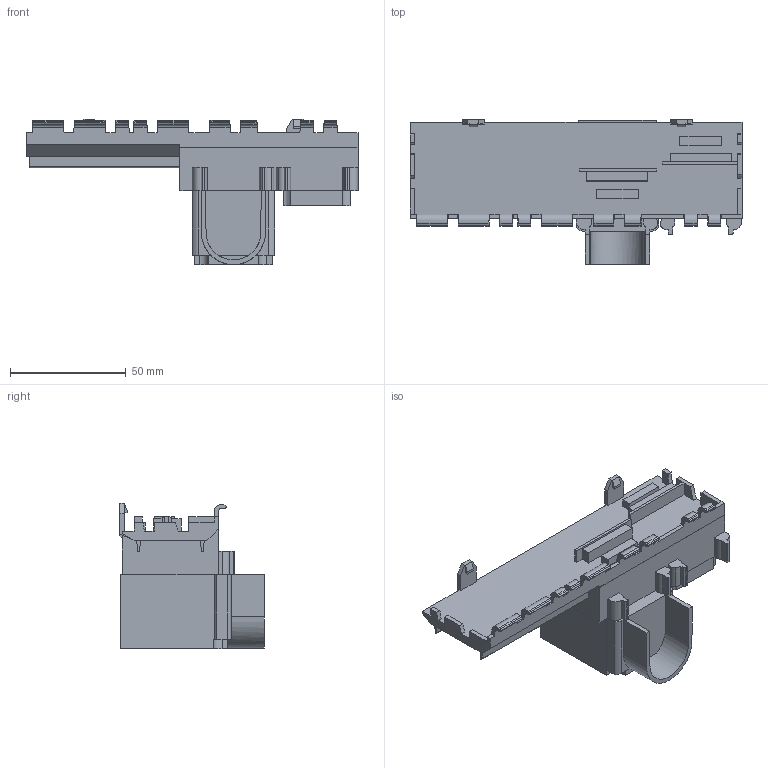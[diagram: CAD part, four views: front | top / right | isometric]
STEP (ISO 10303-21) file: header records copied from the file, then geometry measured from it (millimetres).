
FILE_DESCRIPTION (( 'STEP AP214' ), '1' );
FILE_NAME ('2CCR215030A0001.STEP', '2020-10-12T12:04:41', ( '' ), ( '' ), 'SwSTEP 2.0', 'SolidWorks 2018', '' );
FILE_SCHEMA (( 'AUTOMOTIVE_DESIGN' ));
Length unit declared in the file: millimetre
Products named in the file (1): 2CCR215030A0001
Bounding box: 143.55 x 62.52 x 62.75 mm (x, y, z)
Volume: 131796.9 mm3; surface area: 33183.3 mm2
Topology: 1 solids, 1 shells, 301 faces, 860 edges, 568 vertices
Faces by surface type: plane 224, cylinder 69, bspline 8
Entity records: 9715 total; most frequent: CARTESIAN_POINT 2050, ORIENTED_EDGE 1720, DIRECTION 1431, EDGE_CURVE 860, LINE 701, VECTOR 701, VERTEX_POINT 568, AXIS2_PLACEMENT_3D 365
